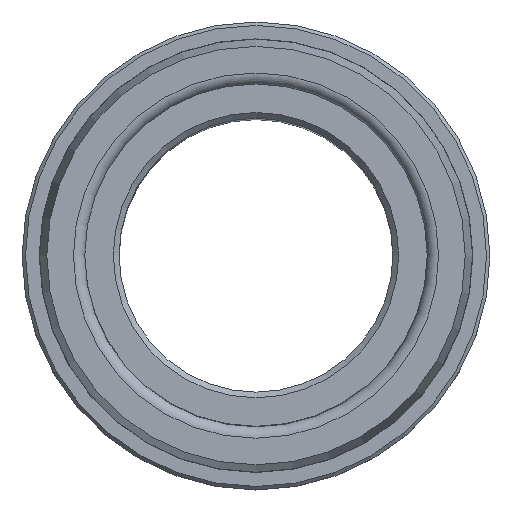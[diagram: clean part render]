
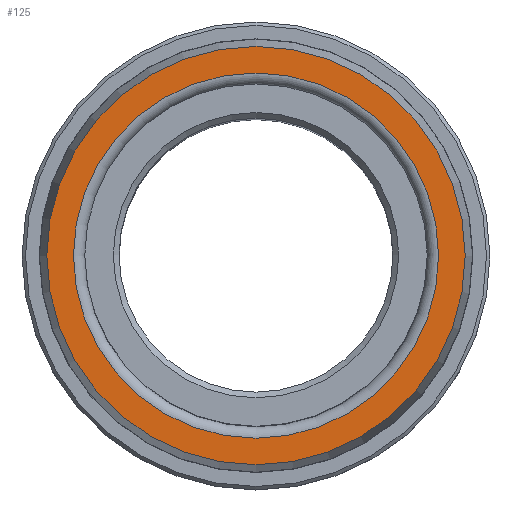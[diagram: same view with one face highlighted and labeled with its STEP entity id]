
A CAD part, top view. The second image highlights one B-rep face of the part: STEP entity #125.
In plain terms, the highlighted planar face has unit normal (0, 0, 1).
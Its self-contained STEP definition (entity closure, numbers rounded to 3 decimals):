
#125=ADVANCED_FACE('',(#306,#307),#308,.F.);
#179=EDGE_CURVE('',#399,#399,#400,.T.);
#181=EDGE_CURVE('',#402,#402,#403,.T.);
#306=FACE_OUTER_BOUND('',#557,.T.);
#307=FACE_BOUND('',#558,.T.);
#308=PLANE('',#559);
#399=VERTEX_POINT('',#666);
#400=CIRCLE('',#667,18.33);
#402=VERTEX_POINT('',#670);
#403=CIRCLE('',#671,16.0);
#557=EDGE_LOOP('',(#854));
#558=EDGE_LOOP('',(#855));
#559=AXIS2_PLACEMENT_3D('',#856,#857,#858);
#666=CARTESIAN_POINT('',(18.33,0.0,87.0));
#667=AXIS2_PLACEMENT_3D('',#970,#971,#972);
#670=CARTESIAN_POINT('',(-16.0,0.0,87.0));
#671=AXIS2_PLACEMENT_3D('',#973,#974,#975);
#854=ORIENTED_EDGE('',*,*,#179,.F.);
#855=ORIENTED_EDGE('',*,*,#181,.T.);
#856=CARTESIAN_POINT('',(0.0,0.0,87.0));
#857=DIRECTION('',(0.0,0.0,-1.0));
#858=DIRECTION('',(0.0,-1.0,0.0));
#970=CARTESIAN_POINT('',(0.0,0.0,87.0));
#971=DIRECTION('',(0.0,0.0,-1.0));
#972=DIRECTION('',(1.0,0.0,0.0));
#973=CARTESIAN_POINT('',(0.0,0.0,87.0));
#974=DIRECTION('',(0.0,0.0,-1.0));
#975=DIRECTION('',(-1.0,0.0,0.0));
